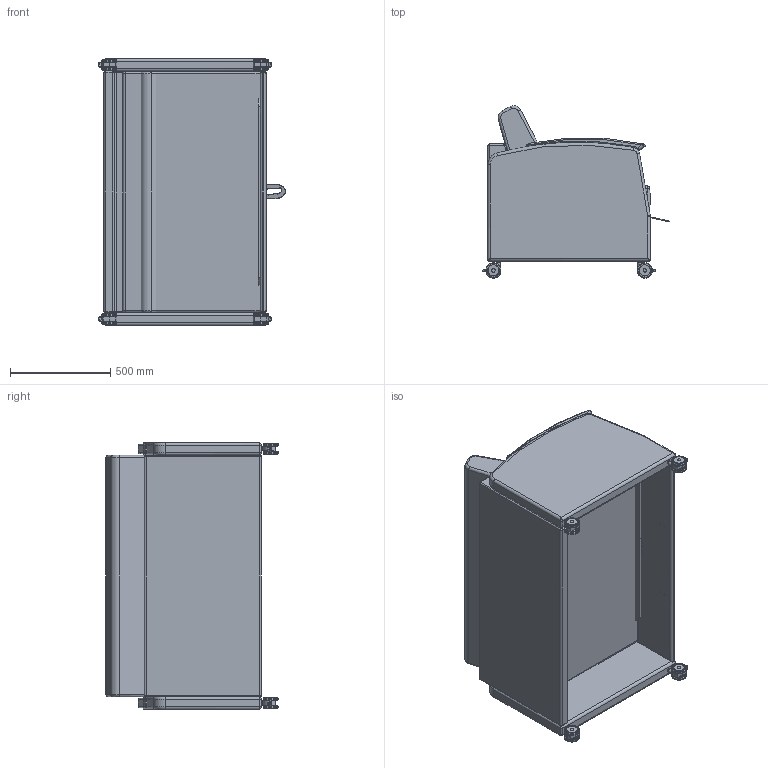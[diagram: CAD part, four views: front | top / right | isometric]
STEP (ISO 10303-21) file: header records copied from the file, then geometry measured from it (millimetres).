
FILE_DESCRIPTION(/* description */ (''),/* implementation_level */ '2;1');
FILE_NAME(/* name */ 'E0900W sitting.stp',/* time_stamp */ '2017-01-25T10:43:43-05:00',/* author */ ('emerkel'),/* organization */ (''),/* preprocessor_version */ 'ST-DEVELOPER v16.5',/* originating_system */ 'Autodesk Inventor 2017',/* authorisation */ '');
FILE_SCHEMA (('AUTOMOTIVE_DESIGN { 1 0 10303 214 3 1 1 }'));
Length unit declared in the file: inch
Products named in the file (15): E0900 sitting; E0800 UARM L; E0800 UARM R; UFBACK E0900; UOBACK 0900; UPOUT 0900; USEAT 0900; EV7000 MAC BLK; USEATX 0900; CAST COL 3"LC; CAST COL LOCK; CAST COL 3IN CENTER; CAST COL 3IN WHEEL; CAST COL 3IN INNER WHEEL; CSTR STEM 1.5C
Assembly tree (20 placements, depth 3):
  E0900 sitting
    E0800 UARM L
    E0800 UARM R
    UFBACK E0900
    UOBACK 0900
    UPOUT 0900
    USEAT 0900
    EV7000 MAC BLK  x2
    USEATX 0900
    CAST COL 3"LC  x4
      CAST COL 3IN WHEEL
      CAST COL LOCK
      CAST COL 3IN CENTER
      CAST COL 3IN INNER WHEEL
      CSTR STEM 1.5C
Bounding box: 934.14 x 860.54 x 1333.5 mm (x, y, z)
Volume: 394321412.7 mm3; surface area: 10565859 mm2
Topology: 37 solids, 37 shells, 906 faces, 1944 edges, 1135 vertices
Faces by surface type: cylinder 348, plane 220, torus 199, bspline 77, sphere 50, cone 12
Full cylindrical faces by diameter (mm): 7.938 x11, 8.89 x4, 9.525 x4, 10.998 x4, 17.462 x4, 17.475 x4, 17.526 x8, 20.747 x4, 55.88 x8, 55.956 x8, 75.006 x8
Entity records: 16294 total; most frequent: CARTESIAN_POINT 6737, DIRECTION 2028, ORIENTED_EDGE 1790, EDGE_CURVE 895, AXIS2_PLACEMENT_3D 847, VERTEX_POINT 538, EDGE_LOOP 495, FACE_OUTER_BOUND 433
